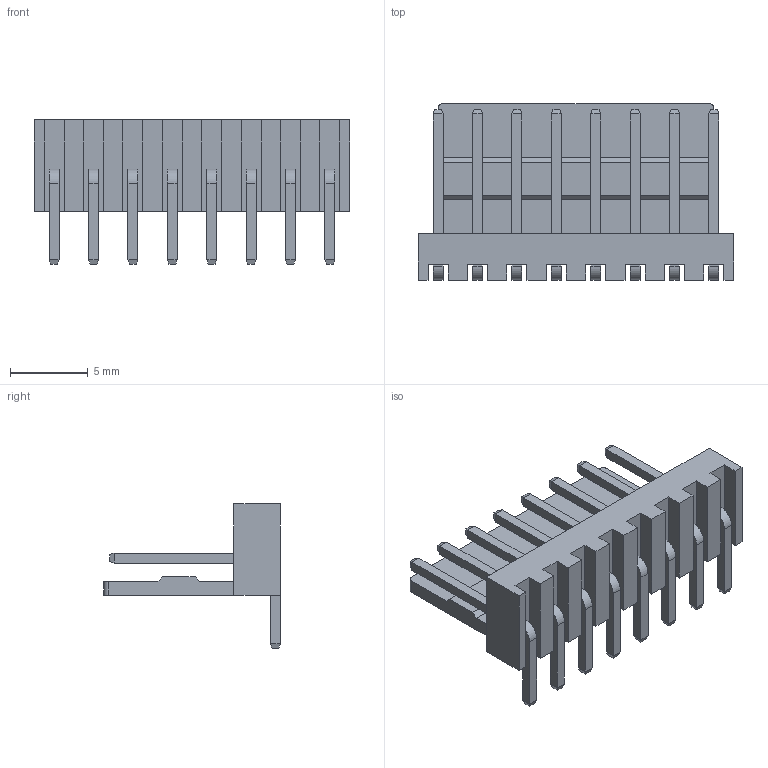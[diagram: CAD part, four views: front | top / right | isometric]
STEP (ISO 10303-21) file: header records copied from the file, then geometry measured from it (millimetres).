
FILE_DESCRIPTION(('STEP AP214'), '1');
FILE_NAME('DS1070 (WF-RB CONNFLY)', '2018-04-28T06:05:52', ('Egor'), (''), 'ASCON STEP Converter 1.3', 'ASCON Math Kernel', '');
FILE_SCHEMA(('AUTOMOTIVE_DESIGN { 1 0 10303 214 3 1 1}'));
Length unit declared in the file: millimetre
Bounding box: 20.32 x 11.4 x 9.3 mm (x, y, z)
Volume: 491.6 mm3; surface area: 1076.7 mm2
Topology: 1 solids, 1 shells, 224 faces, 554 edges, 348 vertices
Faces by surface type: plane 206, cylinder 18
Entity records: 8278 total; most frequent: CARTESIAN_POINT 1127, ORIENTED_EDGE 1108, DIRECTION 1040, EDGE_CURVE 554, LINE 518, VECTOR 518, VERTEX_POINT 348, AXIS2_PLACEMENT_3D 261
